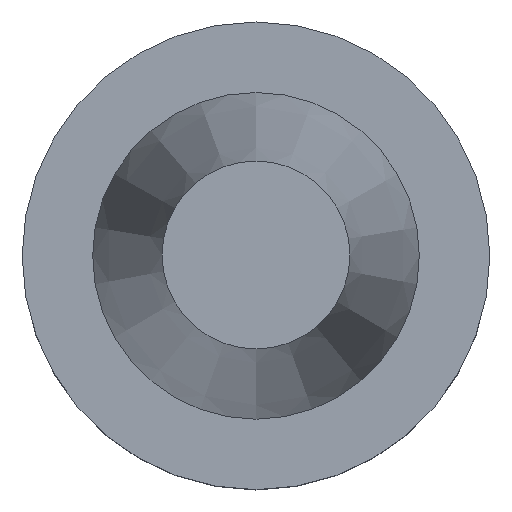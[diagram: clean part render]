
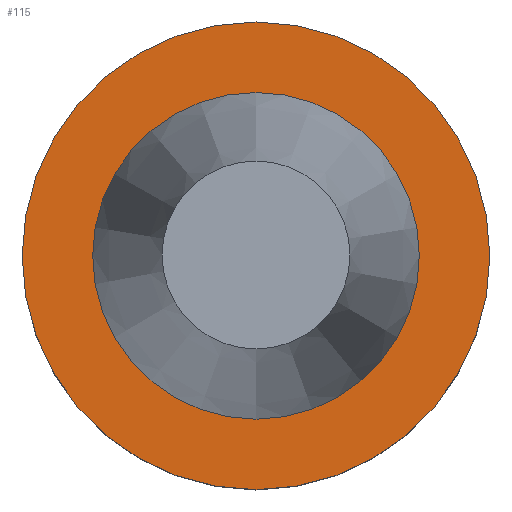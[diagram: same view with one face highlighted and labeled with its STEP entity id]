
A CAD part, top view. The second image highlights one B-rep face of the part: STEP entity #115.
In plain terms, the highlighted planar face has unit normal (0, 0, 1).
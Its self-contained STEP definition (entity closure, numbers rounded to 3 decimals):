
#115=ADVANCED_FACE('Unnamed[1]',(#262,#263),#264,.T.);
#122=EDGE_CURVE('Unnamed[1]',#273,#273,#274,.T.);
#158=EDGE_CURVE('Unnamed[1]',#328,#328,#329,.T.);
#262=FACE_BOUND('',#452,.T.);
#263=FACE_OUTER_BOUND('',#453,.T.);
#264=PLANE('',#454);
#273=VERTEX_POINT('',#466);
#274=CIRCLE('',#467,34.925);
#328=VERTEX_POINT('',#534);
#329=CIRCLE('',#535,50.0);
#452=EDGE_LOOP('',(#647));
#453=EDGE_LOOP('',(#648));
#454=AXIS2_PLACEMENT_3D('',#649,#650,#651);
#466=CARTESIAN_POINT('',(0.,34.925,-1.5));
#467=AXIS2_PLACEMENT_3D('',#660,#661,#662);
#534=CARTESIAN_POINT('',(0.,50.0,-1.5));
#535=AXIS2_PLACEMENT_3D('',#720,#721,#722);
#647=ORIENTED_EDGE('',*,*,#122,.F.);
#648=ORIENTED_EDGE('',*,*,#158,.T.);
#649=CARTESIAN_POINT('',(0.,42.463,-1.5));
#650=DIRECTION('',(0.,0.,1.0));
#651=DIRECTION('',(0.,1.0,0.));
#660=CARTESIAN_POINT('',(0.,0.,-1.5));
#661=DIRECTION('',(0.,0.,1.0));
#662=DIRECTION('',(0.,1.0,0.));
#720=CARTESIAN_POINT('',(0.,0.,-1.5));
#721=DIRECTION('',(0.,0.,1.0));
#722=DIRECTION('',(0.,1.0,0.));
